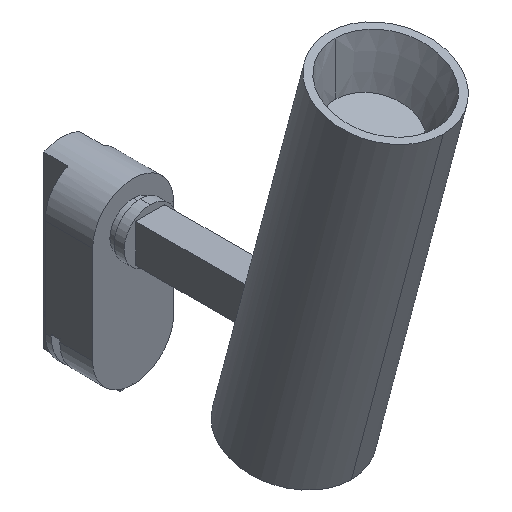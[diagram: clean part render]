
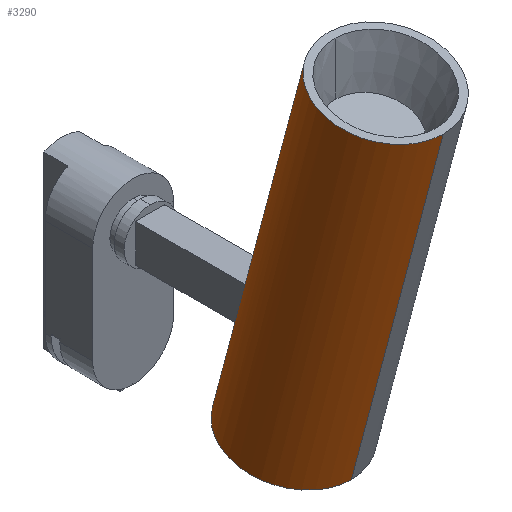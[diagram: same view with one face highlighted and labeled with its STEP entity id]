
A CAD part, isometric view. The second image highlights one B-rep face of the part: STEP entity #3290.
In plain terms, the highlighted cylindrical face has radius 25 mm (diameter 50 mm), a partial arc.
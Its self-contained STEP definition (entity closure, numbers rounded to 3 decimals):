
#29 = ORIENTED_EDGE ( 'NONE', *, *, #622, .T. ) ;
#37 = LINE ( 'NONE', #2053, #2567 ) ;
#113 = ORIENTED_EDGE ( 'NONE', *, *, #651, .F. ) ;
#430 = ORIENTED_EDGE ( 'NONE', *, *, #1418, .T. ) ;
#499 = CIRCLE ( 'NONE', #3772, 25. ) ;
#622 = EDGE_CURVE ( 'NONE', #3807, #3602, #37, .T. ) ;
#651 = EDGE_CURVE ( 'NONE', #4227, #1952, #4115, .T. ) ;
#766 = EDGE_CURVE ( 'NONE', #993, #1952, #2065, .T. ) ;
#789 = AXIS2_PLACEMENT_3D ( 'NONE', #2956, #1978, #4283 ) ;
#802 = VECTOR ( 'NONE', #1437, 1000. ) ;
#894 = AXIS2_PLACEMENT_3D ( 'NONE', #1752, #3299, #2638 ) ;
#906 = CARTESIAN_POINT ( 'NONE',  ( 0., 150., -25. ) ) ;
#993 = VERTEX_POINT ( 'NONE', #2157 ) ;
#1004 = FACE_OUTER_BOUND ( 'NONE', #4228, .T. ) ;
#1354 = DIRECTION ( 'NONE',  ( 0., -1., 0. ) ) ;
#1418 = EDGE_CURVE ( 'NONE', #3801, #993, #2466, .T. ) ;
#1420 = CARTESIAN_POINT ( 'NONE',  ( 0., 0., 25. ) ) ;
#1437 = DIRECTION ( 'NONE',  ( 0., -1., 0. ) ) ;
#1480 = DIRECTION ( 'NONE',  ( 0., 1., 0. ) ) ;
#1647 = CARTESIAN_POINT ( 'NONE',  ( 0., 46., 0. ) ) ;
#1752 = CARTESIAN_POINT ( 'NONE',  ( 0., 150., 0. ) ) ;
#1780 = CYLINDRICAL_SURFACE ( 'NONE', #894, 25. ) ;
#1882 = CARTESIAN_POINT ( 'NONE',  ( -6.75, 46., -24.072 ) ) ;
#1952 = VERTEX_POINT ( 'NONE', #1420 ) ;
#1978 = DIRECTION ( 'NONE',  ( 0., 1., 0. ) ) ;
#1992 = DIRECTION ( 'NONE',  ( 0., 0., -1. ) ) ;
#2053 = CARTESIAN_POINT ( 'NONE',  ( 0., 150., -25. ) ) ;
#2065 = CIRCLE ( 'NONE', #789, 25. ) ;
#2136 = CARTESIAN_POINT ( 'NONE',  ( 0., 46., -25. ) ) ;
#2157 = CARTESIAN_POINT ( 'NONE',  ( -6.75, 0., -24.072 ) ) ;
#2392 = EDGE_CURVE ( 'NONE', #3801, #3602, #499, .T. ) ;
#2400 = AXIS2_PLACEMENT_3D ( 'NONE', #3458, #1480, #3785 ) ;
#2466 = LINE ( 'NONE', #3819, #3337 ) ;
#2567 = VECTOR ( 'NONE', #1354, 1000. ) ;
#2638 = DIRECTION ( 'NONE',  ( 0., 0., -1. ) ) ;
#2909 = EDGE_CURVE ( 'NONE', #3807, #4227, #3225, .T. ) ;
#2956 = CARTESIAN_POINT ( 'NONE',  ( 0., 0., 0. ) ) ;
#3225 = CIRCLE ( 'NONE', #2400, 25. ) ;
#3290 = ADVANCED_FACE ( 'NONE', ( #1004 ), #1780, .T. ) ;
#3299 = DIRECTION ( 'NONE',  ( 0., -1., 0. ) ) ;
#3337 = VECTOR ( 'NONE', #3495, 1000. ) ;
#3458 = CARTESIAN_POINT ( 'NONE',  ( 0., 150., 0. ) ) ;
#3466 = CARTESIAN_POINT ( 'NONE',  ( 0., 150., 25. ) ) ;
#3495 = DIRECTION ( 'NONE',  ( 0., -1., 0. ) ) ;
#3602 = VERTEX_POINT ( 'NONE', #2136 ) ;
#3710 = ORIENTED_EDGE ( 'NONE', *, *, #2909, .F. ) ;
#3772 = AXIS2_PLACEMENT_3D ( 'NONE', #1647, #3962, #1992 ) ;
#3785 = DIRECTION ( 'NONE',  ( 0., 0., 1. ) ) ;
#3801 = VERTEX_POINT ( 'NONE', #1882 ) ;
#3807 = VERTEX_POINT ( 'NONE', #906 ) ;
#3819 = CARTESIAN_POINT ( 'NONE',  ( -6.75, 150., -24.072 ) ) ;
#3962 = DIRECTION ( 'NONE',  ( 0., -1., 0. ) ) ;
#3964 = ORIENTED_EDGE ( 'NONE', *, *, #766, .T. ) ;
#4094 = ORIENTED_EDGE ( 'NONE', *, *, #2392, .F. ) ;
#4115 = LINE ( 'NONE', #4242, #802 ) ;
#4227 = VERTEX_POINT ( 'NONE', #3466 ) ;
#4228 = EDGE_LOOP ( 'NONE', ( #113, #3710, #29, #4094, #430, #3964 ) ) ;
#4242 = CARTESIAN_POINT ( 'NONE',  ( 0., 150., 25. ) ) ;
#4283 = DIRECTION ( 'NONE',  ( 0., 0., 1. ) ) ;
